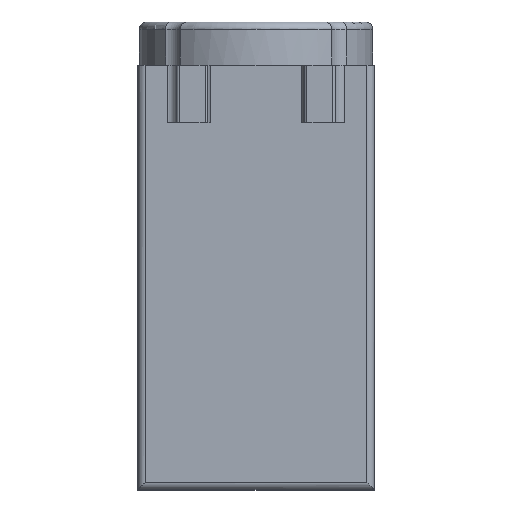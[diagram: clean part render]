
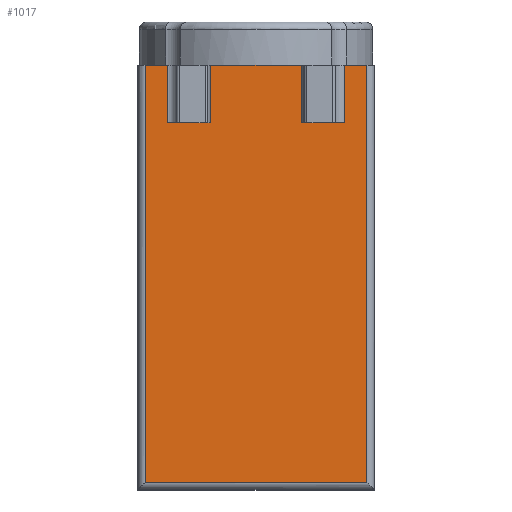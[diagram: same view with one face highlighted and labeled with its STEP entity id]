
A CAD part, top view. The second image highlights one B-rep face of the part: STEP entity #1017.
In plain terms, the highlighted planar face has unit normal (0, 0, 1).
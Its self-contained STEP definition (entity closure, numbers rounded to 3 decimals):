
#232=DIRECTION('',(-1.,0.,0.));
#233=VECTOR('',#232,0.925);
#234=CARTESIAN_POINT('',(-3.7,2.4,5.5));
#235=LINE('',#234,#233);
#236=DIRECTION('',(0.,1.,0.));
#237=VECTOR('',#236,2.4);
#238=CARTESIAN_POINT('',(-3.7,0.,5.5));
#239=LINE('',#238,#237);
#240=DIRECTION('',(-1.,0.,0.));
#241=VECTOR('',#240,1.71);
#242=CARTESIAN_POINT('',(-1.99,0.,5.5));
#243=LINE('',#242,#241);
#244=DIRECTION('',(0.,1.,0.));
#245=VECTOR('',#244,2.4);
#246=CARTESIAN_POINT('',(-1.99,0.,5.5));
#247=LINE('',#246,#245);
#248=DIRECTION('',(-1.,0.,0.));
#249=VECTOR('',#248,1.99);
#250=CARTESIAN_POINT('',(0.,2.4,5.5));
#251=LINE('',#250,#249);
#252=DIRECTION('',(-1.,0.,0.));
#253=VECTOR('',#252,1.99);
#254=CARTESIAN_POINT('',(1.99,2.4,5.5));
#255=LINE('',#254,#253);
#256=DIRECTION('',(0.,1.,0.));
#257=VECTOR('',#256,2.4);
#258=CARTESIAN_POINT('',(1.99,0.,5.5));
#259=LINE('',#258,#257);
#260=DIRECTION('',(-1.,0.,0.));
#261=VECTOR('',#260,1.71);
#262=CARTESIAN_POINT('',(3.7,0.,5.5));
#263=LINE('',#262,#261);
#264=DIRECTION('',(0.,1.,0.));
#265=VECTOR('',#264,2.4);
#266=CARTESIAN_POINT('',(3.7,0.,5.5));
#267=LINE('',#266,#265);
#268=DIRECTION('',(-1.,0.,0.));
#269=VECTOR('',#268,0.925);
#270=CARTESIAN_POINT('',(4.625,2.4,5.5));
#271=LINE('',#270,#269);
#272=DIRECTION('',(0.,1.,0.));
#273=VECTOR('',#272,17.4);
#274=CARTESIAN_POINT('',(-4.625,-15.,5.5));
#275=LINE('',#274,#273);
#295=DIRECTION('',(-1.,0.,0.));
#296=VECTOR('',#295,9.25);
#297=CARTESIAN_POINT('',(4.625,-15.,5.5));
#298=LINE('',#297,#296);
#317=DIRECTION('',(0.,1.,0.));
#318=VECTOR('',#317,17.4);
#319=CARTESIAN_POINT('',(4.625,-15.,5.5));
#320=LINE('',#319,#318);
#559=CARTESIAN_POINT('',(3.7,0.,5.5));
#560=CARTESIAN_POINT('',(1.99,0.,5.5));
#561=VERTEX_POINT('',#559);
#562=VERTEX_POINT('',#560);
#563=CARTESIAN_POINT('',(-1.99,0.,5.5));
#564=CARTESIAN_POINT('',(-3.7,0.,5.5));
#565=VERTEX_POINT('',#563);
#566=VERTEX_POINT('',#564);
#583=CARTESIAN_POINT('',(-1.99,2.4,5.5));
#584=VERTEX_POINT('',#583);
#585=CARTESIAN_POINT('',(-3.7,2.4,5.5));
#586=VERTEX_POINT('',#585);
#587=CARTESIAN_POINT('',(3.7,2.4,5.5));
#588=VERTEX_POINT('',#587);
#589=CARTESIAN_POINT('',(1.99,2.4,5.5));
#590=VERTEX_POINT('',#589);
#591=CARTESIAN_POINT('',(0.,2.4,5.5));
#592=VERTEX_POINT('',#591);
#593=CARTESIAN_POINT('',(-4.625,-15.,5.5));
#594=CARTESIAN_POINT('',(-4.625,2.4,5.5));
#595=VERTEX_POINT('',#593);
#596=VERTEX_POINT('',#594);
#601=CARTESIAN_POINT('',(4.625,-15.,5.5));
#602=VERTEX_POINT('',#601);
#607=CARTESIAN_POINT('',(4.625,2.4,5.5));
#608=VERTEX_POINT('',#607);
#988=CARTESIAN_POINT('',(4.925,4.2,5.5));
#989=DIRECTION('',(0.,0.,1.));
#990=DIRECTION('',(-1.,0.,0.));
#991=AXIS2_PLACEMENT_3D('',#988,#989,#990);
#992=PLANE('',#991);
#994=ORIENTED_EDGE('',*,*,#993,.T.);
#995=ORIENTED_EDGE('',*,*,#860,.F.);
#997=ORIENTED_EDGE('',*,*,#996,.F.);
#998=ORIENTED_EDGE('',*,*,#928,.F.);
#999=ORIENTED_EDGE('',*,*,#981,.T.);
#1000=ORIENTED_EDGE('',*,*,#872,.F.);
#1002=ORIENTED_EDGE('',*,*,#1001,.F.);
#1004=ORIENTED_EDGE('',*,*,#1003,.F.);
#1006=ORIENTED_EDGE('',*,*,#1005,.F.);
#1008=ORIENTED_EDGE('',*,*,#1007,.T.);
#1010=ORIENTED_EDGE('',*,*,#1009,.F.);
#1012=ORIENTED_EDGE('',*,*,#1011,.F.);
#1014=ORIENTED_EDGE('',*,*,#1013,.T.);
#1015=EDGE_LOOP('',(#994,#995,#997,#998,#999,#1000,#1002,#1004,#1006,#1008,
#1010,#1012,#1014));
#1016=FACE_OUTER_BOUND('',#1015,.F.);
#1017=ADVANCED_FACE('',(#1016),#992,.T.);
#860=EDGE_CURVE('',#586,#596,#235,.T.);
#872=EDGE_CURVE('',#592,#584,#251,.T.);
#928=EDGE_CURVE('',#565,#566,#243,.T.);
#981=EDGE_CURVE('',#565,#584,#247,.T.);
#993=EDGE_CURVE('',#595,#596,#275,.T.);
#996=EDGE_CURVE('',#566,#586,#239,.T.);
#1001=EDGE_CURVE('',#590,#592,#255,.T.);
#1003=EDGE_CURVE('',#562,#590,#259,.T.);
#1005=EDGE_CURVE('',#561,#562,#263,.T.);
#1007=EDGE_CURVE('',#561,#588,#267,.T.);
#1009=EDGE_CURVE('',#608,#588,#271,.T.);
#1011=EDGE_CURVE('',#602,#608,#320,.T.);
#1013=EDGE_CURVE('',#602,#595,#298,.T.);
